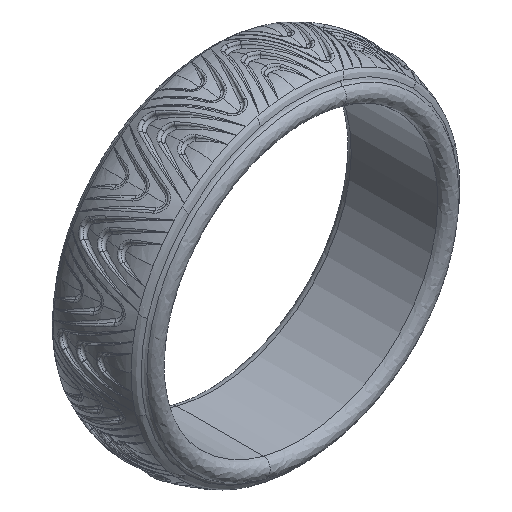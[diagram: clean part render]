
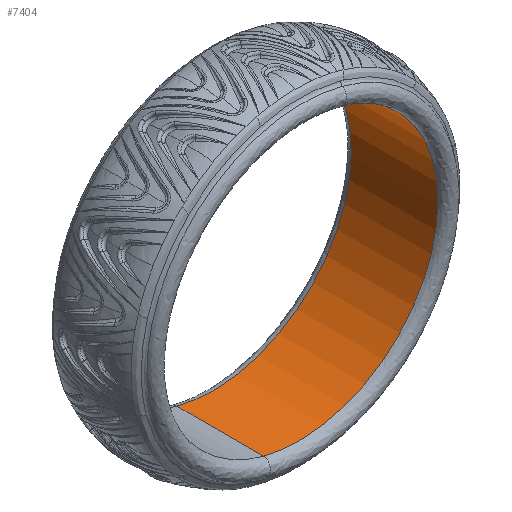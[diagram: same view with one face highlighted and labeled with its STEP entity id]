
A CAD part, isometric view. The second image highlights one B-rep face of the part: STEP entity #7404.
In plain terms, the highlighted free-form (B-spline) face has degree [2, 1] with [5, 2] control points.
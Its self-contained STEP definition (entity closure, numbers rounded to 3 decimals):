
#4725 = EDGE_CURVE('',#4726,#4728,#4730,.T.);
#4726 = VERTEX_POINT('',#4727);
#4727 = CARTESIAN_POINT('',(-2.264,2.734,
    -8.45));
#4728 = VERTEX_POINT('',#4729);
#4729 = CARTESIAN_POINT('',(-2.264,-2.734,
    -8.45));
#4730 = B_SPLINE_CURVE_WITH_KNOTS('',1,(#4731,#4732),.UNSPECIFIED.,.F.,
  .F.,(2,2),(-5.8,-0.8),.PIECEWISE_BEZIER_KNOTS.);
#4731 = CARTESIAN_POINT('',(-2.264,2.734,
    -8.45));
#4732 = CARTESIAN_POINT('',(-2.264,-2.734,
    -8.45));
#4735 = VERTEX_POINT('',#4736);
#4736 = CARTESIAN_POINT('',(2.264,-2.734,
    8.45));
#4744 = EDGE_CURVE('',#4745,#4735,#4747,.T.);
#4745 = VERTEX_POINT('',#4746);
#4746 = CARTESIAN_POINT('',(2.264,2.734,8.45
    ));
#4747 = B_SPLINE_CURVE_WITH_KNOTS('',1,(#4748,#4749),.UNSPECIFIED.,.F.,
  .F.,(2,2),(-5.8,-0.8),.PIECEWISE_BEZIER_KNOTS.);
#4748 = CARTESIAN_POINT('',(2.264,2.734,8.45
    ));
#4749 = CARTESIAN_POINT('',(2.264,-2.734,
    8.45));
#4773 = EDGE_CURVE('',#4726,#4745,#4774,.T.);
#4774 = ( BOUNDED_CURVE() B_SPLINE_CURVE(2,(#4775,#4776,#4777,#4778,
#4779),.UNSPECIFIED.,.F.,.F.) B_SPLINE_CURVE_WITH_KNOTS((3,2,3),(0.,
1.571,3.142),.PIECEWISE_BEZIER_KNOTS.) CURVE() 
GEOMETRIC_REPRESENTATION_ITEM() RATIONAL_B_SPLINE_CURVE((1.,
0.707,1.,0.707,1.)) REPRESENTATION_ITEM('') );
#4775 = CARTESIAN_POINT('',(-2.264,2.734,
    -8.45));
#4776 = CARTESIAN_POINT('',(6.186,2.734,
    -10.714));
#4777 = CARTESIAN_POINT('',(8.45,2.734,
    -2.264));
#4778 = CARTESIAN_POINT('',(10.714,2.734,
    6.186));
#4779 = CARTESIAN_POINT('',(2.264,2.734,8.45
    ));
#6053 = EDGE_CURVE('',#4728,#4735,#6054,.T.);
#6054 = ( BOUNDED_CURVE() B_SPLINE_CURVE(2,(#6055,#6056,#6057,#6058,
#6059),.UNSPECIFIED.,.F.,.F.) B_SPLINE_CURVE_WITH_KNOTS((3,2,3),(0.,
1.571,3.142),.PIECEWISE_BEZIER_KNOTS.) CURVE() 
GEOMETRIC_REPRESENTATION_ITEM() RATIONAL_B_SPLINE_CURVE((1.,
0.707,1.,0.707,1.)) REPRESENTATION_ITEM('') );
#6055 = CARTESIAN_POINT('',(-2.264,-2.734,
    -8.45));
#6056 = CARTESIAN_POINT('',(6.186,-2.734,
    -10.714));
#6057 = CARTESIAN_POINT('',(8.45,-2.734,
    -2.264));
#6058 = CARTESIAN_POINT('',(10.714,-2.734,
    6.186));
#6059 = CARTESIAN_POINT('',(2.264,-2.734,
    8.45));
#7404 = ADVANCED_FACE('',(#7405),#7411,.F.);
#7405 = FACE_BOUND('',#7406,.F.);
#7406 = EDGE_LOOP('',(#7407,#7408,#7409,#7410));
#7407 = ORIENTED_EDGE('',*,*,#6053,.F.);
#7408 = ORIENTED_EDGE('',*,*,#4725,.F.);
#7409 = ORIENTED_EDGE('',*,*,#4773,.T.);
#7410 = ORIENTED_EDGE('',*,*,#4744,.T.);
#7411 = ( BOUNDED_SURFACE() B_SPLINE_SURFACE(2,1,(
    (#7412,#7413)
    ,(#7414,#7415)
    ,(#7416,#7417)
    ,(#7418,#7419)
    ,(#7420,#7421
)),.UNSPECIFIED.,.F.,.F.,.F.) B_SPLINE_SURFACE_WITH_KNOTS((3,2,3),(2,2),
  (0.,1.571,3.142),(-5.8,-0.8),
.PIECEWISE_BEZIER_KNOTS.) GEOMETRIC_REPRESENTATION_ITEM() 
RATIONAL_B_SPLINE_SURFACE((
    (1.,1.)
    ,(0.707,0.707)
    ,(1.,1.)
    ,(0.707,0.707)
,(1.,1.))) REPRESENTATION_ITEM('') SURFACE() );
#7412 = CARTESIAN_POINT('',(-2.264,2.734,
    -8.45));
#7413 = CARTESIAN_POINT('',(-2.264,-2.734,
    -8.45));
#7414 = CARTESIAN_POINT('',(6.186,2.734,
    -10.714));
#7415 = CARTESIAN_POINT('',(6.186,-2.734,
    -10.714));
#7416 = CARTESIAN_POINT('',(8.45,2.734,
    -2.264));
#7417 = CARTESIAN_POINT('',(8.45,-2.734,
    -2.264));
#7418 = CARTESIAN_POINT('',(10.714,2.734,
    6.186));
#7419 = CARTESIAN_POINT('',(10.714,-2.734,
    6.186));
#7420 = CARTESIAN_POINT('',(2.264,2.734,8.45
    ));
#7421 = CARTESIAN_POINT('',(2.264,-2.734,
    8.45));
